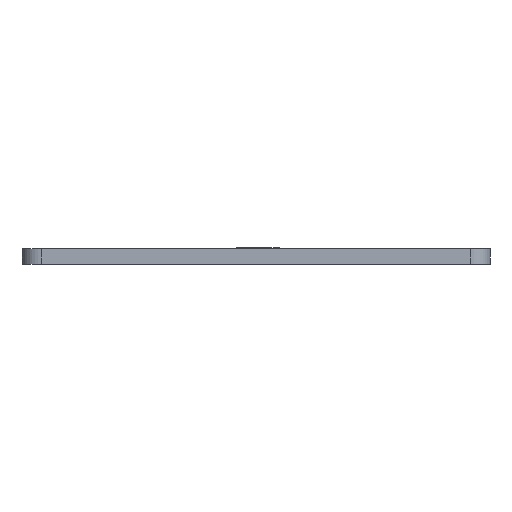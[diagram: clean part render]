
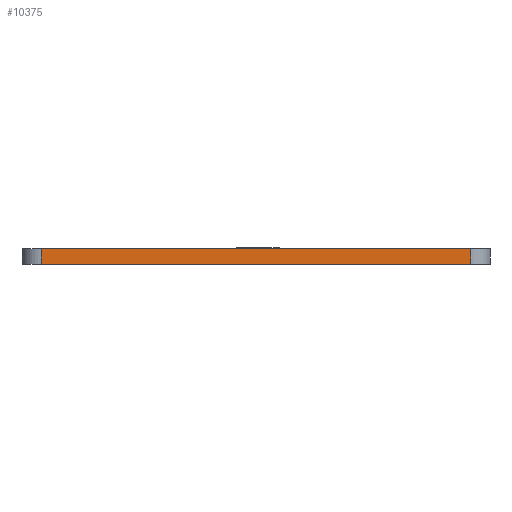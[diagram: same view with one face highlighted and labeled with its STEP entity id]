
A CAD part, left-side view. The second image highlights one B-rep face of the part: STEP entity #10375.
In plain terms, the highlighted planar face has unit normal (-1, 0, 0).
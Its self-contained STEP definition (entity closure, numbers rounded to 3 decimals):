
#2671=FACE_OUTER_BOUND('',#3126,.T.);
#3126=EDGE_LOOP('',(#9010,#9011,#9012,#9013));
#4449=LINE('',#17536,#4922);
#4471=LINE('',#17593,#4944);
#4472=LINE('',#17595,#4945);
#4473=LINE('',#17596,#4946);
#4922=VECTOR('',#14820,10.);
#4944=VECTOR('',#14874,10.);
#4945=VECTOR('',#14877,10.);
#4946=VECTOR('',#14878,10.);
#5828=VERTEX_POINT('',#17533);
#5829=VERTEX_POINT('',#17535);
#5847=VERTEX_POINT('',#17589);
#5848=VERTEX_POINT('',#17591);
#7170=EDGE_CURVE('',#5828,#5829,#4449,.T.);
#7199=EDGE_CURVE('',#5847,#5848,#4471,.T.);
#7200=EDGE_CURVE('',#5828,#5847,#4472,.T.);
#7201=EDGE_CURVE('',#5829,#5848,#4473,.T.);
#9010=ORIENTED_EDGE('',*,*,#7200,.T.);
#9011=ORIENTED_EDGE('',*,*,#7199,.T.);
#9012=ORIENTED_EDGE('',*,*,#7201,.F.);
#9013=ORIENTED_EDGE('',*,*,#7170,.F.);
#9920=PLANE('',#11728);
#10375=ADVANCED_FACE('',(#2671),#9920,.T.);
#11728=AXIS2_PLACEMENT_3D('',#17594,#14875,#14876);
#14820=DIRECTION('',(0.,0.,1.));
#14874=DIRECTION('',(0.,0.,1.));
#14875=DIRECTION('center_axis',(-1.,0.,0.));
#14876=DIRECTION('ref_axis',(0.,-1.,0.));
#14877=DIRECTION('',(0.,-1.,0.));
#14878=DIRECTION('',(0.,-1.,0.));
#17533=CARTESIAN_POINT('',(-2.288,43.72,0.));
#17535=CARTESIAN_POINT('',(-2.288,43.72,1.57));
#17536=CARTESIAN_POINT('',(-2.288,43.72,0.));
#17589=CARTESIAN_POINT('',(-2.288,-0.54,0.));
#17591=CARTESIAN_POINT('',(-2.288,-0.54,1.57));
#17593=CARTESIAN_POINT('',(-2.288,-0.54,0.));
#17594=CARTESIAN_POINT('Origin',(-2.288,43.72,0.));
#17595=CARTESIAN_POINT('',(-2.288,43.72,0.));
#17596=CARTESIAN_POINT('',(-2.288,43.72,1.57));
